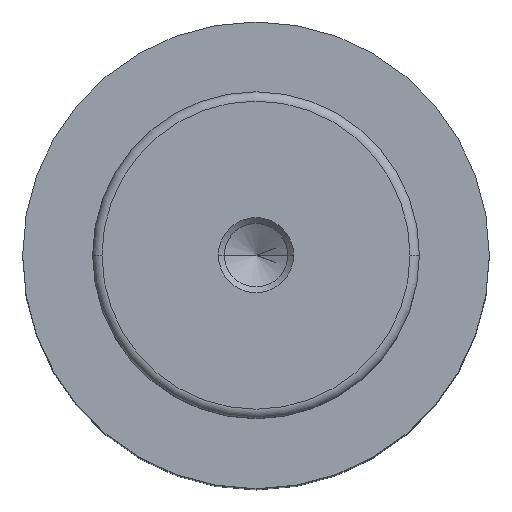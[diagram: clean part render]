
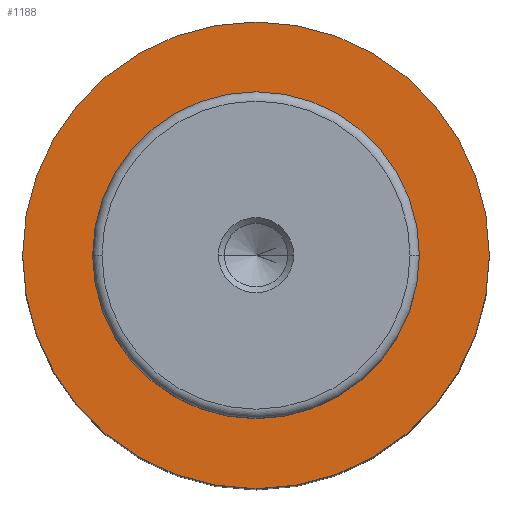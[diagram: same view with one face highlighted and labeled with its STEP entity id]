
A CAD part, top view. The second image highlights one B-rep face of the part: STEP entity #1188.
In plain terms, the highlighted planar face has unit normal (0, 0, 1).
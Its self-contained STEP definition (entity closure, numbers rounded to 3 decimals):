
#59 = AXIS2_PLACEMENT_3D ( 'NONE', #710, #254, #1003 ) ;
#127 = EDGE_LOOP ( 'NONE', ( #1167, #1204 ) ) ;
#176 = CARTESIAN_POINT ( 'NONE',  ( 0., 0., 77. ) ) ;
#204 = DIRECTION ( 'NONE',  ( 0., 0., -1. ) ) ;
#214 = CARTESIAN_POINT ( 'NONE',  ( 17.5, 0., 77. ) ) ;
#243 = EDGE_CURVE ( 'NONE', #283, #1069, #468, .T. ) ;
#254 = DIRECTION ( 'NONE',  ( 0., 0., 1. ) ) ;
#262 = AXIS2_PLACEMENT_3D ( 'NONE', #176, #1027, #628 ) ;
#283 = VERTEX_POINT ( 'NONE', #1116 ) ;
#286 = FACE_BOUND ( 'NONE', #127, .T. ) ;
#430 = CARTESIAN_POINT ( 'NONE',  ( 0., 0., 77. ) ) ;
#468 = CIRCLE ( 'NONE', #262, 25. ) ;
#497 = CARTESIAN_POINT ( 'NONE',  ( 0., 0., 77. ) ) ;
#529 = PLANE ( 'NONE',  #59 ) ;
#548 = CIRCLE ( 'NONE', #598, 17.5 ) ;
#589 = CARTESIAN_POINT ( 'NONE',  ( 25., 0., 77. ) ) ;
#598 = AXIS2_PLACEMENT_3D ( 'NONE', #1024, #1192, #721 ) ;
#628 = DIRECTION ( 'NONE',  ( -1., 0., 0. ) ) ;
#667 = DIRECTION ( 'NONE',  ( -1., 0., 0. ) ) ;
#693 = EDGE_CURVE ( 'NONE', #934, #959, #548, .T. ) ;
#710 = CARTESIAN_POINT ( 'NONE',  ( -17.5, 0., 77. ) ) ;
#720 = CIRCLE ( 'NONE', #1094, 17.5 ) ;
#721 = DIRECTION ( 'NONE',  ( -1., 0., 0. ) ) ;
#776 = EDGE_LOOP ( 'NONE', ( #1022, #1125 ) ) ;
#869 = EDGE_CURVE ( 'NONE', #959, #934, #720, .T. ) ;
#903 = FACE_OUTER_BOUND ( 'NONE', #776, .T. ) ;
#934 = VERTEX_POINT ( 'NONE', #214 ) ;
#941 = CIRCLE ( 'NONE', #1056, 25. ) ;
#959 = VERTEX_POINT ( 'NONE', #1070 ) ;
#999 = DIRECTION ( 'NONE',  ( 0., 0., -1. ) ) ;
#1003 = DIRECTION ( 'NONE',  ( 1., 0., 0. ) ) ;
#1006 = EDGE_CURVE ( 'NONE', #1069, #283, #941, .T. ) ;
#1022 = ORIENTED_EDGE ( 'NONE', *, *, #243, .F. ) ;
#1024 = CARTESIAN_POINT ( 'NONE',  ( 0., 0., 77. ) ) ;
#1027 = DIRECTION ( 'NONE',  ( 0., 0., -1. ) ) ;
#1056 = AXIS2_PLACEMENT_3D ( 'NONE', #430, #999, #1079 ) ;
#1069 = VERTEX_POINT ( 'NONE', #589 ) ;
#1070 = CARTESIAN_POINT ( 'NONE',  ( -17.5, 0., 77. ) ) ;
#1079 = DIRECTION ( 'NONE',  ( -1., 0., 0. ) ) ;
#1094 = AXIS2_PLACEMENT_3D ( 'NONE', #497, #204, #667 ) ;
#1116 = CARTESIAN_POINT ( 'NONE',  ( -25., 0., 77. ) ) ;
#1125 = ORIENTED_EDGE ( 'NONE', *, *, #1006, .F. ) ;
#1167 = ORIENTED_EDGE ( 'NONE', *, *, #869, .T. ) ;
#1188 = ADVANCED_FACE ( 'NONE', ( #286, #903 ), #529, .T. ) ;
#1192 = DIRECTION ( 'NONE',  ( 0., 0., -1. ) ) ;
#1204 = ORIENTED_EDGE ( 'NONE', *, *, #693, .T. ) ;
